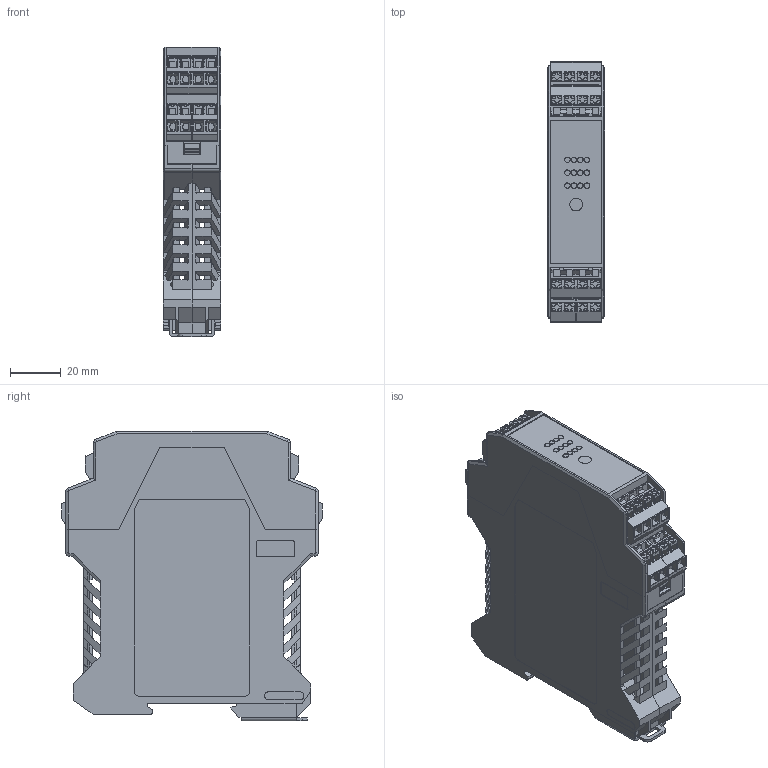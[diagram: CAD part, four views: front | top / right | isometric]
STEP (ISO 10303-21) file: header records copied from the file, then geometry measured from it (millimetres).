
FILE_DESCRIPTION(/* description */ ('Alibre Inc.'),/* implementation_level */ '2;1');
FILE_NAME(/* name */ 'export-3AE4368D-AC3E-4F8D-8577-52DA46F1229A',/* time_stamp */ '2019-03-14T09:59:12+01:00',/* author */ (''),/* organization */ (''),/* preprocessor_version */ 'ST-DEVELOPER v17',/* originating_system */ 'Alibre',/* authorisation */ '');
FILE_SCHEMA (('AUTOMOTIVE_DESIGN'));
Length unit declared in the file: millimetre
Bounding box: 22.6 x 102.3 x 113.6 mm (x, y, z)
Volume: 73484.7 mm3; surface area: 84108.8 mm2
Topology: 29 solids, 29 shells, 7427 faces, 20465 edges, 13251 vertices
Faces by surface type: plane 5917, cylinder 1296, cone 76, torus 74, sphere 64
Full cylindrical faces by diameter (mm): 2.08 x12, 2.2 x24, 4.98 x1, 5 x2
Entity records: 134832 total; most frequent: CARTESIAN_POINT 25019, ORIENTED_EDGE 24448, DIRECTION 18218, EDGE_CURVE 12221, VECTOR 10454, LINE 10454, VERTEX_POINT 7972, AXIS2_PLACEMENT_3D 5553
